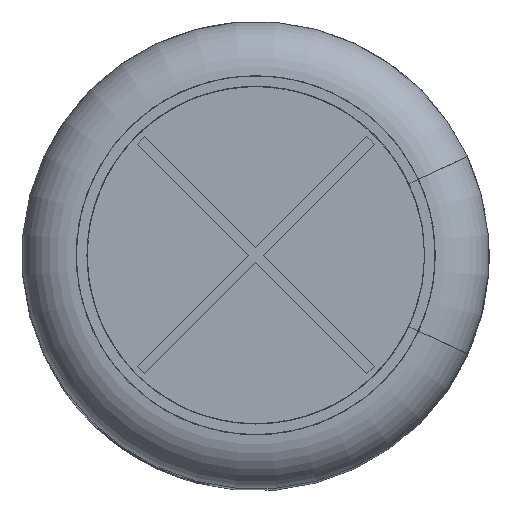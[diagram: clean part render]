
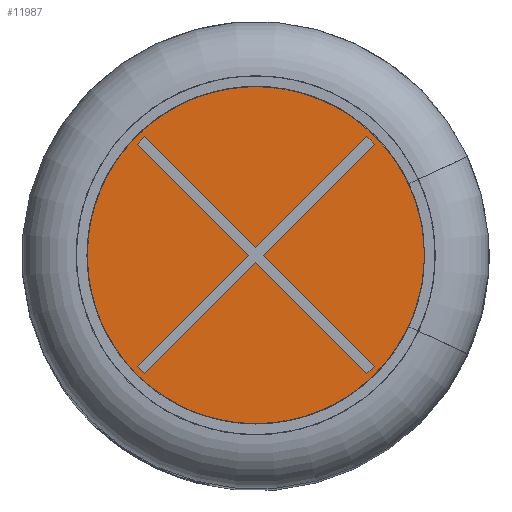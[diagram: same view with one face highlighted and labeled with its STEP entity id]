
A CAD part, top view. The second image highlights one B-rep face of the part: STEP entity #11987.
In plain terms, the highlighted planar face has unit normal (0, 0, 1).
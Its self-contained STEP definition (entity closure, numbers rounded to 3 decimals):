
#446=LINE('',#15653,#1104);
#449=LINE('',#15659,#1107);
#451=LINE('',#15663,#1109);
#453=LINE('',#15667,#1111);
#455=LINE('',#15671,#1113);
#457=LINE('',#15675,#1115);
#459=LINE('',#15679,#1117);
#461=LINE('',#15683,#1119);
#463=LINE('',#15687,#1121);
#465=LINE('',#15691,#1123);
#467=LINE('',#15695,#1125);
#469=LINE('',#15699,#1127);
#1104=VECTOR('',#13361,1000.);
#1107=VECTOR('',#13366,1000.);
#1109=VECTOR('',#13370,1000.);
#1111=VECTOR('',#13374,1000.);
#1113=VECTOR('',#13378,1000.);
#1115=VECTOR('',#13382,1000.);
#1117=VECTOR('',#13386,1000.);
#1119=VECTOR('',#13390,1000.);
#1121=VECTOR('',#13394,1000.);
#1123=VECTOR('',#13398,1000.);
#1125=VECTOR('',#13402,1000.);
#1127=VECTOR('',#13406,1000.);
#1932=ORIENTED_EDGE('',*,*,#4389,.T.);
#1933=ORIENTED_EDGE('',*,*,#4412,.T.);
#1934=ORIENTED_EDGE('',*,*,#4410,.T.);
#1935=ORIENTED_EDGE('',*,*,#4408,.T.);
#1936=ORIENTED_EDGE('',*,*,#4406,.T.);
#1937=ORIENTED_EDGE('',*,*,#4404,.T.);
#1938=ORIENTED_EDGE('',*,*,#4402,.T.);
#1939=ORIENTED_EDGE('',*,*,#4400,.T.);
#1940=ORIENTED_EDGE('',*,*,#4398,.T.);
#1941=ORIENTED_EDGE('',*,*,#4396,.T.);
#1942=ORIENTED_EDGE('',*,*,#4394,.T.);
#1943=ORIENTED_EDGE('',*,*,#4392,.T.);
#1944=ORIENTED_EDGE('',*,*,#4418,.F.);
#4389=EDGE_CURVE('',#5645,#5646,#446,.T.);
#4392=EDGE_CURVE('',#5647,#5645,#449,.T.);
#4394=EDGE_CURVE('',#5648,#5647,#451,.T.);
#4396=EDGE_CURVE('',#5649,#5648,#453,.T.);
#4398=EDGE_CURVE('',#5650,#5649,#455,.T.);
#4400=EDGE_CURVE('',#5651,#5650,#457,.T.);
#4402=EDGE_CURVE('',#5652,#5651,#459,.T.);
#4404=EDGE_CURVE('',#5653,#5652,#461,.T.);
#4406=EDGE_CURVE('',#5654,#5653,#463,.T.);
#4408=EDGE_CURVE('',#5655,#5654,#465,.T.);
#4410=EDGE_CURVE('',#5656,#5655,#467,.T.);
#4412=EDGE_CURVE('',#5646,#5656,#469,.T.);
#4418=EDGE_CURVE('',#5662,#5662,#6496,.T.);
#5645=VERTEX_POINT('',#15654);
#5646=VERTEX_POINT('',#15655);
#5647=VERTEX_POINT('',#15660);
#5648=VERTEX_POINT('',#15664);
#5649=VERTEX_POINT('',#15668);
#5650=VERTEX_POINT('',#15672);
#5651=VERTEX_POINT('',#15676);
#5652=VERTEX_POINT('',#15680);
#5653=VERTEX_POINT('',#15684);
#5654=VERTEX_POINT('',#15688);
#5655=VERTEX_POINT('',#15692);
#5656=VERTEX_POINT('',#15696);
#5662=VERTEX_POINT('',#15715);
#6496=CIRCLE('',#12530,3.843);
#6812=EDGE_LOOP('',(#1932,#1933,#1934,#1935,#1936,#1937,#1938,#1939,#1940,
#1941,#1942,#1943));
#6813=EDGE_LOOP('',(#1944));
#7442=FACE_BOUND('',#6812,.T.);
#7443=FACE_BOUND('',#6813,.T.);
#8059=PLANE('',#12531);
#11987=ADVANCED_FACE('',(#7442,#7443),#8059,.T.);
#12530=AXIS2_PLACEMENT_3D('',#15714,#13425,#13426);
#12531=AXIS2_PLACEMENT_3D('',#15716,#13427,#13428);
#13361=DIRECTION('',(0.707,0.707,0.));
#13366=DIRECTION('',(-0.707,0.707,0.));
#13370=DIRECTION('',(0.707,0.707,0.));
#13374=DIRECTION('',(-0.707,0.707,0.));
#13378=DIRECTION('',(-0.707,-0.707,0.));
#13382=DIRECTION('',(-0.707,0.707,0.));
#13386=DIRECTION('',(-0.707,-0.707,0.));
#13390=DIRECTION('',(0.707,-0.707,0.));
#13394=DIRECTION('',(-0.707,-0.707,0.));
#13398=DIRECTION('',(0.707,-0.707,0.));
#13402=DIRECTION('',(0.707,0.707,0.));
#13406=DIRECTION('',(0.707,-0.707,0.));
#13425=DIRECTION('',(0.,0.,-1.));
#13426=DIRECTION('',(-1.,0.,0.));
#13427=DIRECTION('',(0.,0.,1.));
#13428=DIRECTION('',(1.,0.,0.));
#15653=CARTESIAN_POINT('',(-2.375,2.533,24.78));
#15654=CARTESIAN_POINT('',(-2.533,2.375,24.78));
#15655=CARTESIAN_POINT('',(-2.375,2.533,24.78));
#15659=CARTESIAN_POINT('',(-0.157,0.,24.78));
#15660=CARTESIAN_POINT('',(-0.157,0.,24.78));
#15663=CARTESIAN_POINT('',(-0.157,0.,24.78));
#15664=CARTESIAN_POINT('',(-2.533,-2.375,24.78));
#15667=CARTESIAN_POINT('',(-2.375,-2.533,24.78));
#15668=CARTESIAN_POINT('',(-2.375,-2.533,24.78));
#15671=CARTESIAN_POINT('',(0.,-0.157,24.78));
#15672=CARTESIAN_POINT('',(0.,-0.157,24.78));
#15675=CARTESIAN_POINT('',(0.,-0.157,24.78));
#15676=CARTESIAN_POINT('',(2.375,-2.533,24.78));
#15679=CARTESIAN_POINT('',(2.533,-2.375,24.78));
#15680=CARTESIAN_POINT('',(2.533,-2.375,24.78));
#15683=CARTESIAN_POINT('',(0.157,0.,24.78));
#15684=CARTESIAN_POINT('',(0.157,0.,24.78));
#15687=CARTESIAN_POINT('',(0.157,0.,24.78));
#15688=CARTESIAN_POINT('',(2.533,2.375,24.78));
#15691=CARTESIAN_POINT('',(2.533,2.375,24.78));
#15692=CARTESIAN_POINT('',(2.375,2.533,24.78));
#15695=CARTESIAN_POINT('',(0.,0.157,24.78));
#15696=CARTESIAN_POINT('',(0.,0.157,24.78));
#15699=CARTESIAN_POINT('',(0.,0.157,24.78));
#15714=CARTESIAN_POINT('',(0.,0.,24.78));
#15715=CARTESIAN_POINT('',(-3.843,0.,24.78));
#15716=CARTESIAN_POINT('',(-3.843,0.,24.78));
